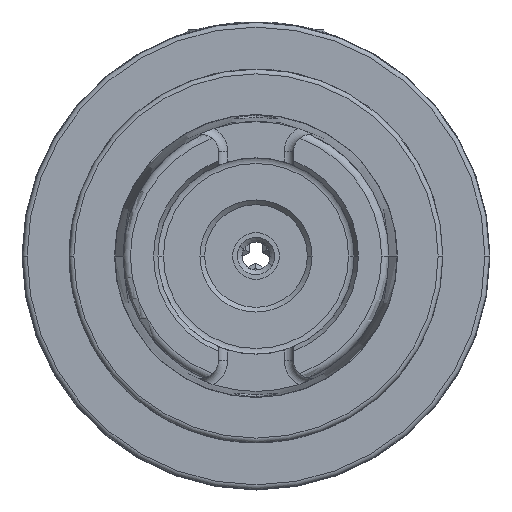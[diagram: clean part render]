
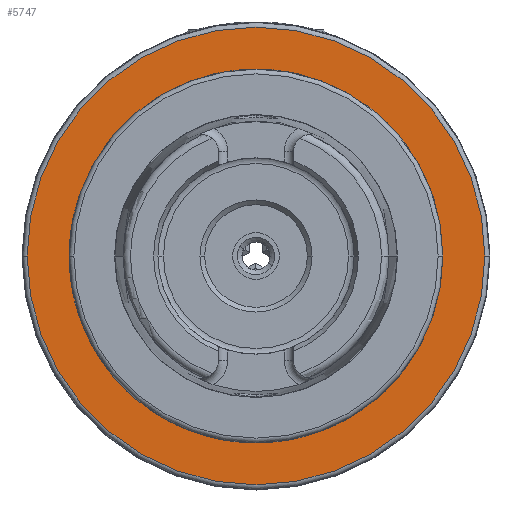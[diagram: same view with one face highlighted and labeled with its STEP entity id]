
A CAD part, front view. The second image highlights one B-rep face of the part: STEP entity #5747.
In plain terms, the highlighted face is planar.
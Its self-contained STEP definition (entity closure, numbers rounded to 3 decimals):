
#2640 = FACE_OUTER_BOUND ( 'NONE', #36268, .T. ) ;
#2783 = AXIS2_PLACEMENT_3D ( 'NONE', #10667, #13965, #7922 ) ;
#2908 = CARTESIAN_POINT ( 'NONE',  ( 0., 0., -50. ) ) ;
#3997 = DIRECTION ( 'NONE',  ( 0., 0., -1. ) ) ;
#5699 = EDGE_CURVE ( 'NONE', #31600, #11241, #20505, .T. ) ;
#5747 = ADVANCED_FACE ( 'NONE', ( #22020, #2640 ), #40572, .T. ) ;
#7292 = DIRECTION ( 'NONE',  ( 1., 0., 0. ) ) ;
#7618 = CARTESIAN_POINT ( 'NONE',  ( 0., 0., -50. ) ) ;
#7922 = DIRECTION ( 'NONE',  ( 1., 0., 0. ) ) ;
#8261 = EDGE_CURVE ( 'NONE', #11241, #31600, #40239, .T. ) ;
#9221 = EDGE_LOOP ( 'NONE', ( #41327, #15716 ) ) ;
#10667 = CARTESIAN_POINT ( 'NONE',  ( 0., 0., -50. ) ) ;
#10894 = DIRECTION ( 'NONE',  ( 0., 0., -1. ) ) ;
#11121 = DIRECTION ( 'NONE',  ( 0., 0., 1. ) ) ;
#11241 = VERTEX_POINT ( 'NONE', #17843 ) ;
#13790 = CARTESIAN_POINT ( 'NONE',  ( 24.5, 0., -50. ) ) ;
#13965 = DIRECTION ( 'NONE',  ( 0., 0., 1. ) ) ;
#15530 = VERTEX_POINT ( 'NONE', #42091 ) ;
#15716 = ORIENTED_EDGE ( 'NONE', *, *, #8261, .T. ) ;
#17843 = CARTESIAN_POINT ( 'NONE',  ( -17., 0., -50. ) ) ;
#20387 = CARTESIAN_POINT ( 'NONE',  ( 0., 0., -50. ) ) ;
#20504 = CIRCLE ( 'NONE', #2783, 24.5 ) ;
#20505 = CIRCLE ( 'NONE', #38964, 17. ) ;
#20642 = AXIS2_PLACEMENT_3D ( 'NONE', #7618, #10894, #33717 ) ;
#22020 = FACE_BOUND ( 'NONE', #9221, .T. ) ;
#22132 = DIRECTION ( 'NONE',  ( 1., 0., 0. ) ) ;
#25733 = CARTESIAN_POINT ( 'NONE',  ( 17., 0., -50. ) ) ;
#29678 = VERTEX_POINT ( 'NONE', #13790 ) ;
#30868 = CIRCLE ( 'NONE', #32209, 24.5 ) ;
#31600 = VERTEX_POINT ( 'NONE', #25733 ) ;
#32042 = ORIENTED_EDGE ( 'NONE', *, *, #34851, .T. ) ;
#32209 = AXIS2_PLACEMENT_3D ( 'NONE', #2908, #41930, #22132 ) ;
#33538 = ORIENTED_EDGE ( 'NONE', *, *, #36964, .T. ) ;
#33717 = DIRECTION ( 'NONE',  ( 1., 0., 0. ) ) ;
#34347 = CARTESIAN_POINT ( 'NONE',  ( 16., 0., -50. ) ) ;
#34851 = EDGE_CURVE ( 'NONE', #15530, #29678, #30868, .T. ) ;
#36268 = EDGE_LOOP ( 'NONE', ( #33538, #32042 ) ) ;
#36964 = EDGE_CURVE ( 'NONE', #29678, #15530, #20504, .T. ) ;
#37740 = DIRECTION ( 'NONE',  ( 1., 0., 0. ) ) ;
#38173 = AXIS2_PLACEMENT_3D ( 'NONE', #34347, #11121, #37740 ) ;
#38964 = AXIS2_PLACEMENT_3D ( 'NONE', #20387, #3997, #7292 ) ;
#40239 = CIRCLE ( 'NONE', #20642, 17. ) ;
#40572 = PLANE ( 'NONE',  #38173 ) ;
#41327 = ORIENTED_EDGE ( 'NONE', *, *, #5699, .T. ) ;
#41930 = DIRECTION ( 'NONE',  ( 0., 0., 1. ) ) ;
#42091 = CARTESIAN_POINT ( 'NONE',  ( -24.5, 0., -50. ) ) ;
